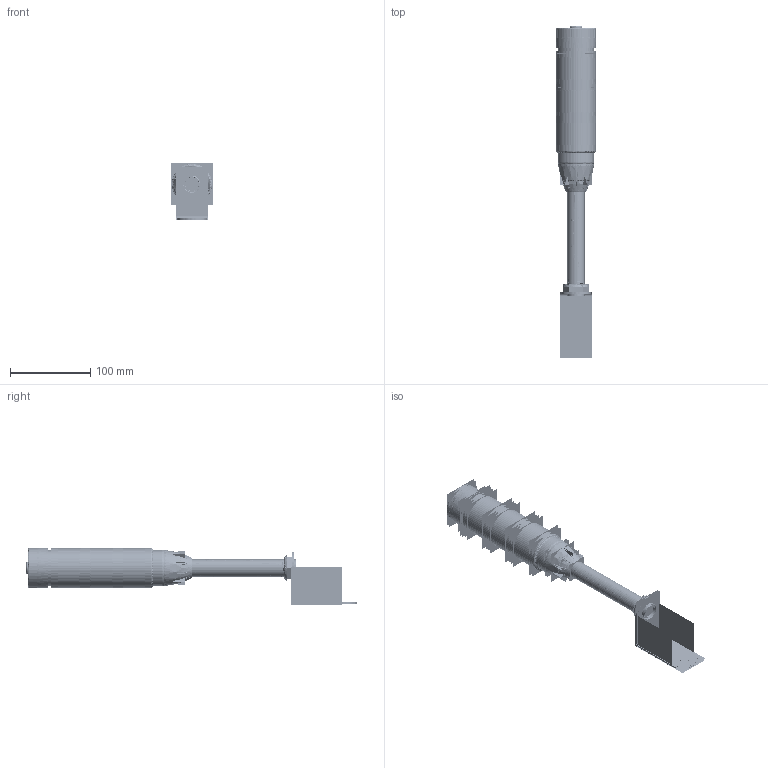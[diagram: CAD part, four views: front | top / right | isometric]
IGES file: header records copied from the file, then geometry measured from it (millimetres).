
Start section:  PTC IGES file: 212227.igs
Global section: file name: 212227.igs; native system: Creo Parametric by PTC Inc.; preprocessor: 2018300; author: pdmadmin; organization: Unknown; date: 20190522.101442; units: millimetre
Bounding box: 52.02 x 413.06 x 71.92 mm (x, y, z)
Volume: 157583 mm3; surface area: 1272393.7 mm2
Topology: 16 solids, 16 shells, 4092 faces, 21106 edges, 26727 vertices
Faces by surface type: revolution 2214, bspline 1878
